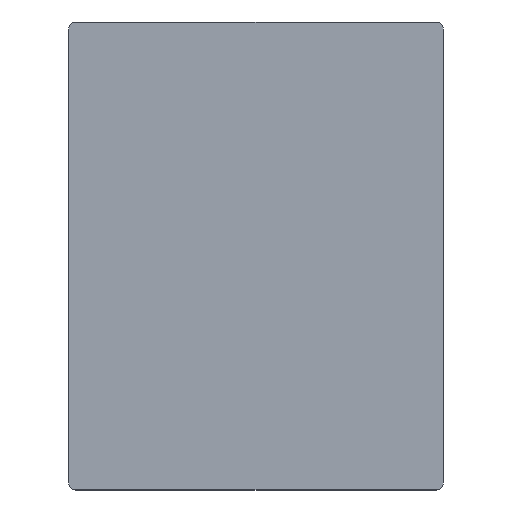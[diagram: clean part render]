
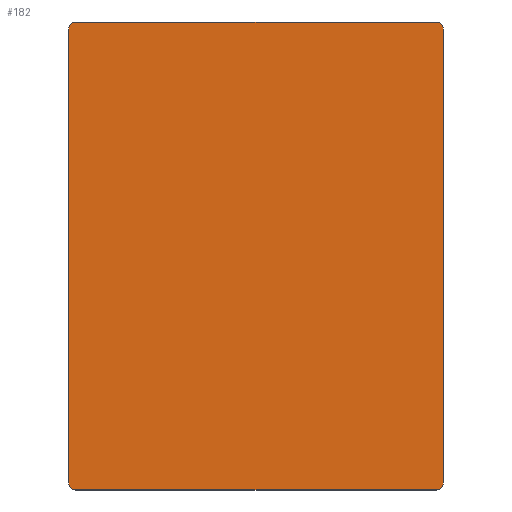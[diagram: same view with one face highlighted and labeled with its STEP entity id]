
A CAD part, top view. The second image highlights one B-rep face of the part: STEP entity #182.
In plain terms, the highlighted planar face has unit normal (0, 0, 1).
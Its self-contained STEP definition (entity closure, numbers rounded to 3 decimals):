
#24=CIRCLE('',#206,3.);
#25=CIRCLE('',#207,3.);
#26=CIRCLE('',#208,3.);
#27=CIRCLE('',#209,3.);
#48=ORIENTED_EDGE('',*,*,#82,.T.);
#49=ORIENTED_EDGE('',*,*,#96,.T.);
#50=ORIENTED_EDGE('',*,*,#84,.T.);
#51=ORIENTED_EDGE('',*,*,#97,.T.);
#52=ORIENTED_EDGE('',*,*,#88,.T.);
#53=ORIENTED_EDGE('',*,*,#98,.T.);
#54=ORIENTED_EDGE('',*,*,#92,.T.);
#55=ORIENTED_EDGE('',*,*,#99,.T.);
#82=EDGE_CURVE('',#107,#106,#122,.T.);
#84=EDGE_CURVE('',#108,#109,#124,.T.);
#88=EDGE_CURVE('',#112,#113,#128,.T.);
#92=EDGE_CURVE('',#116,#117,#132,.T.);
#96=EDGE_CURVE('',#106,#108,#24,.T.);
#97=EDGE_CURVE('',#109,#112,#25,.T.);
#98=EDGE_CURVE('',#113,#116,#26,.T.);
#99=EDGE_CURVE('',#117,#107,#27,.T.);
#106=VERTEX_POINT('',#279);
#107=VERTEX_POINT('',#281);
#108=VERTEX_POINT('',#285);
#109=VERTEX_POINT('',#286);
#112=VERTEX_POINT('',#294);
#113=VERTEX_POINT('',#295);
#116=VERTEX_POINT('',#303);
#117=VERTEX_POINT('',#304);
#122=LINE('',#280,#138);
#124=LINE('',#284,#140);
#128=LINE('',#293,#144);
#132=LINE('',#302,#148);
#138=VECTOR('',#225,1000.);
#140=VECTOR('',#229,1000.);
#144=VECTOR('',#235,1000.);
#148=VECTOR('',#241,1000.);
#156=EDGE_LOOP('',(#48,#49,#50,#51,#52,#53,#54,#55));
#166=FACE_BOUND('',#156,.T.);
#176=PLANE('',#205);
#182=ADVANCED_FACE('',(#166),#176,.T.);
#205=AXIS2_PLACEMENT_3D('',#310,#245,#246);
#206=AXIS2_PLACEMENT_3D('',#311,#247,#248);
#207=AXIS2_PLACEMENT_3D('',#312,#249,#250);
#208=AXIS2_PLACEMENT_3D('',#313,#251,#252);
#209=AXIS2_PLACEMENT_3D('',#314,#253,#254);
#225=DIRECTION('',(1.,0.,0.));
#229=DIRECTION('',(0.,1.,0.));
#235=DIRECTION('',(-1.,0.,0.));
#241=DIRECTION('',(0.,-1.,0.));
#245=DIRECTION('',(0.,0.,1.));
#246=DIRECTION('',(1.,0.,0.));
#247=DIRECTION('',(0.,0.,1.));
#248=DIRECTION('',(1.,0.,0.));
#249=DIRECTION('',(0.,0.,1.));
#250=DIRECTION('',(1.,0.,0.));
#251=DIRECTION('',(0.,0.,1.));
#252=DIRECTION('',(1.,0.,0.));
#253=DIRECTION('',(0.,0.,1.));
#254=DIRECTION('',(1.,0.,0.));
#279=CARTESIAN_POINT('',(77.,-100.,3.));
#280=CARTESIAN_POINT('',(-80.,-100.,3.));
#281=CARTESIAN_POINT('',(-77.,-100.,3.));
#284=CARTESIAN_POINT('',(80.,-100.,3.));
#285=CARTESIAN_POINT('',(80.,-97.,3.));
#286=CARTESIAN_POINT('',(80.,97.,3.));
#293=CARTESIAN_POINT('',(80.,100.,3.));
#294=CARTESIAN_POINT('',(77.,100.,3.));
#295=CARTESIAN_POINT('',(-77.,100.,3.));
#302=CARTESIAN_POINT('',(-80.,100.,3.));
#303=CARTESIAN_POINT('',(-80.,97.,3.));
#304=CARTESIAN_POINT('',(-80.,-97.,3.));
#310=CARTESIAN_POINT('',(0.,0.,3.));
#311=CARTESIAN_POINT('',(77.,-97.,3.));
#312=CARTESIAN_POINT('',(77.,97.,3.));
#313=CARTESIAN_POINT('',(-77.,97.,3.));
#314=CARTESIAN_POINT('',(-77.,-97.,3.));
